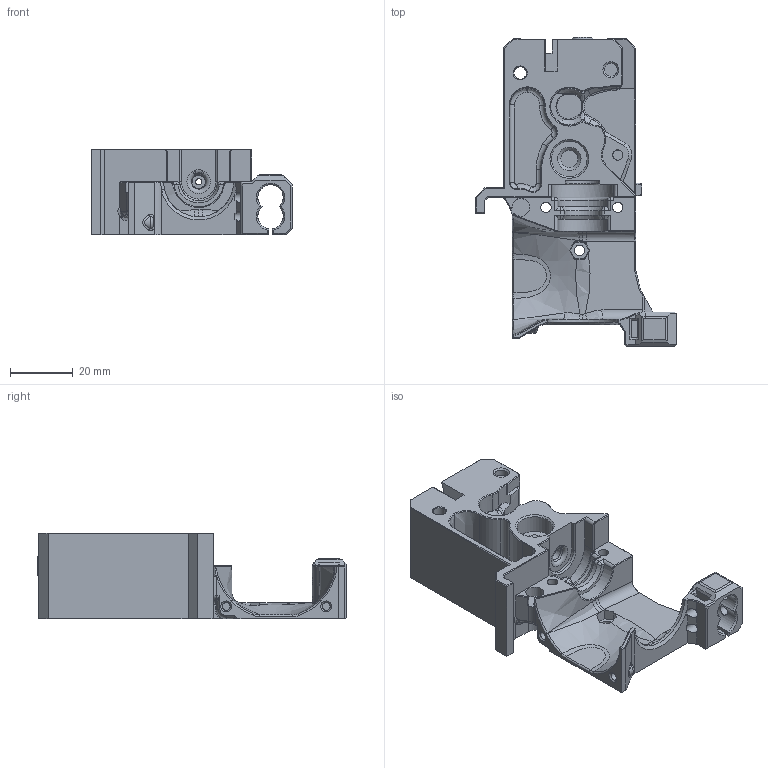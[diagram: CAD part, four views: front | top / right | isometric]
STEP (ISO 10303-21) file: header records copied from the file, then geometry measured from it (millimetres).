
FILE_DESCRIPTION(/* description */ (''),/* implementation_level */ '2;1');
FILE_NAME(/* name */ 'body-back.step.step',/* time_stamp */ '2020-04-16T17:02:40+09:00',/* author */ (''),/* organization */ (''),/* preprocessor_version */ 'ST-DEVELOPER v18.1',/* originating_system */ 'Autodesk Translation Framework v9.2.0.1227',/* authorisation */ '');
FILE_SCHEMA (('AUTOMOTIVE_DESIGN { 1 0 10303 214 3 1 1 }'));
Length unit declared in the file: millimetre
Products named in the file (1): Untitled
Bounding box: 64.25 x 98.87 x 27.5 mm (x, y, z)
Volume: 48170.3 mm3; surface area: 23617.7 mm2
Topology: 1 solids, 1 shells, 1019 faces, 2551 edges, 1572 vertices
Faces by surface type: plane 678, cylinder 135, bspline 104, cone 71, torus 24, sphere 7
Full cylindrical faces by diameter (mm): 2 x1, 2.05 x1, 2.4 x1, 2.5 x5, 3.2 x1, 3.3 x14, 4 x1, 4.14 x1, 4.2 x2, 5.5 x1, 8 x1, 8.08 x1, 11.4 x1
Entity records: 38627 total; most frequent: CARTESIAN_POINT 14901, ORIENTED_EDGE 5086, DIRECTION 4599, EDGE_CURVE 2543, LINE 1761, VECTOR 1761, VERTEX_POINT 1572, AXIS2_PLACEMENT_3D 1419
